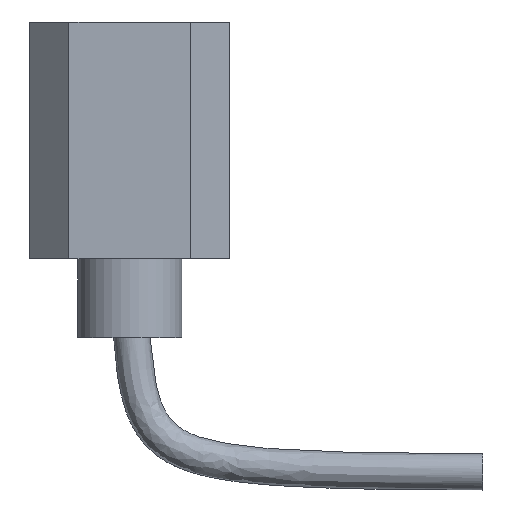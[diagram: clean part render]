
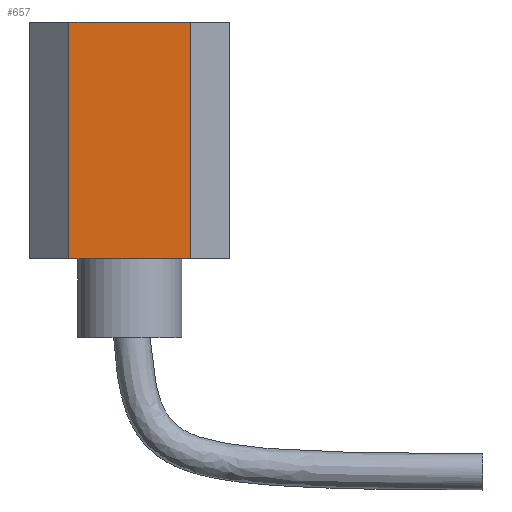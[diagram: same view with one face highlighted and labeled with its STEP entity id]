
A CAD part, left-side view. The second image highlights one B-rep face of the part: STEP entity #657.
In plain terms, the highlighted planar face has unit normal (-1, 0, 0).
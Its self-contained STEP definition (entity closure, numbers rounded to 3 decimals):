
#26=LINE('',#1073,#101);
#35=LINE('',#1090,#110);
#36=LINE('',#1093,#111);
#37=LINE('',#1094,#112);
#101=VECTOR('',#774,10.);
#110=VECTOR('',#787,10.);
#111=VECTOR('',#790,10.);
#112=VECTOR('',#791,10.);
#192=FACE_OUTER_BOUND('',#236,.T.);
#236=EDGE_LOOP('',(#459,#460,#461,#462));
#292=VERTEX_POINT('',#1070);
#293=VERTEX_POINT('',#1072);
#299=VERTEX_POINT('',#1088);
#300=VERTEX_POINT('',#1092);
#353=EDGE_CURVE('',#293,#292,#26,.T.);
#362=EDGE_CURVE('',#292,#299,#35,.T.);
#363=EDGE_CURVE('',#300,#299,#36,.T.);
#364=EDGE_CURVE('',#293,#300,#37,.T.);
#459=ORIENTED_EDGE('',*,*,#353,.T.);
#460=ORIENTED_EDGE('',*,*,#362,.T.);
#461=ORIENTED_EDGE('',*,*,#363,.F.);
#462=ORIENTED_EDGE('',*,*,#364,.F.);
#620=PLANE('',#717);
#657=ADVANCED_FACE('',(#192),#620,.T.);
#717=AXIS2_PLACEMENT_3D('',#1091,#788,#789);
#774=DIRECTION('',(0.,-1.,0.));
#787=DIRECTION('',(0.,0.,1.));
#788=DIRECTION('center_axis',(-1.,0.,0.));
#789=DIRECTION('ref_axis',(0.,-1.,0.));
#790=DIRECTION('',(0.,-1.,0.));
#791=DIRECTION('',(0.,0.,1.));
#1070=CARTESIAN_POINT('',(-1.27,-0.77,0.));
#1072=CARTESIAN_POINT('',(-1.27,0.77,0.));
#1073=CARTESIAN_POINT('',(-1.27,0.77,0.));
#1088=CARTESIAN_POINT('',(-1.27,-0.77,3.));
#1090=CARTESIAN_POINT('',(-1.27,-0.77,0.));
#1091=CARTESIAN_POINT('Origin',(-1.27,0.77,0.));
#1092=CARTESIAN_POINT('',(-1.27,0.77,3.));
#1093=CARTESIAN_POINT('',(-1.27,0.77,3.));
#1094=CARTESIAN_POINT('',(-1.27,0.77,0.));
